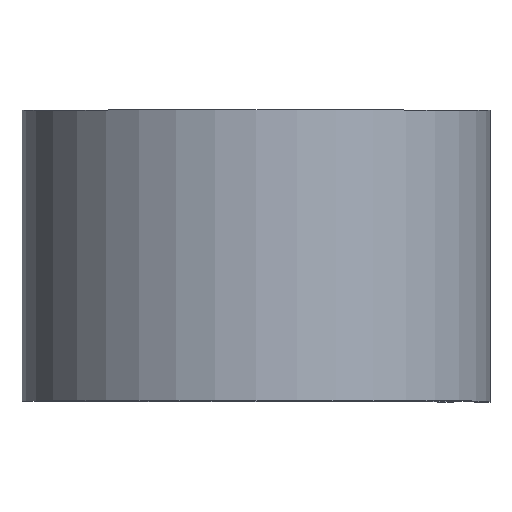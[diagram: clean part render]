
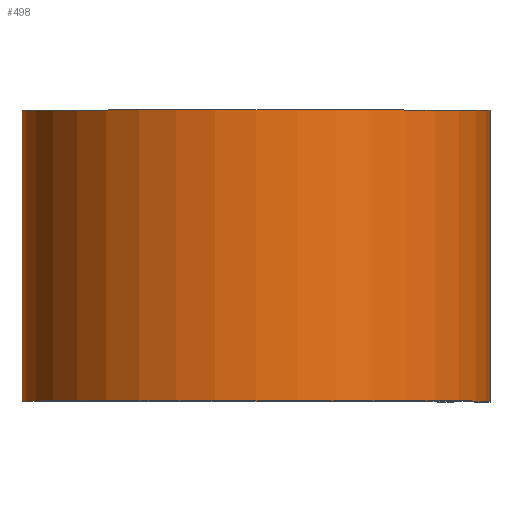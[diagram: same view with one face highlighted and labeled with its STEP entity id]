
A CAD part, top view. The second image highlights one B-rep face of the part: STEP entity #498.
In plain terms, the highlighted cylindrical face has radius 17.882 mm (diameter 35.763 mm), a partial arc.
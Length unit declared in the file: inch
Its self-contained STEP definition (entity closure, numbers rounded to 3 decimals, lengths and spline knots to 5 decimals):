
#2 = ORIENTED_EDGE ( 'NONE', *, *, #382, .F. ) ;
#3 = DIRECTION ( 'NONE',  ( 1., 0., 0. ) ) ;
#23 = CARTESIAN_POINT ( 'NONE',  ( 0., -0.4375, 0. ) ) ;
#27 = DIRECTION ( 'NONE',  ( 1., 0., 0. ) ) ;
#30 = DIRECTION ( 'NONE',  ( 0., -1., 0. ) ) ;
#31 = DIRECTION ( 'NONE',  ( 0., 1., 0. ) ) ;
#33 = ORIENTED_EDGE ( 'NONE', *, *, #452, .T. ) ;
#63 = DIRECTION ( 'NONE',  ( 0., 1., 0. ) ) ;
#84 = AXIS2_PLACEMENT_3D ( 'NONE', #23, #31, #27 ) ;
#101 = CYLINDRICAL_SURFACE ( 'NONE', #634, 0.704 ) ;
#103 = VERTEX_POINT ( 'NONE', #349 ) ;
#106 = EDGE_LOOP ( 'NONE', ( #33, #221, #2, #688 ) ) ;
#158 = DIRECTION ( 'NONE',  ( 0., -1., 0. ) ) ;
#165 = CARTESIAN_POINT ( 'NONE',  ( 0.704, 0.4375, 0. ) ) ;
#205 = LINE ( 'NONE', #165, #429 ) ;
#221 = ORIENTED_EDGE ( 'NONE', *, *, #666, .F. ) ;
#252 = DIRECTION ( 'NONE',  ( 0., -1., 0. ) ) ;
#291 = CARTESIAN_POINT ( 'NONE',  ( 0., 0.4375, -0.704 ) ) ;
#322 = CARTESIAN_POINT ( 'NONE',  ( 0., 0.4375, 0. ) ) ;
#330 = CIRCLE ( 'NONE', #84, 0.704 ) ;
#344 = CARTESIAN_POINT ( 'NONE',  ( 0., 0.4375, -0.704 ) ) ;
#349 = CARTESIAN_POINT ( 'NONE',  ( 0.704, 0.4375, 0. ) ) ;
#376 = VERTEX_POINT ( 'NONE', #641 ) ;
#382 = EDGE_CURVE ( 'NONE', #405, #103, #425, .T. ) ;
#404 = AXIS2_PLACEMENT_3D ( 'NONE', #322, #63, #3 ) ;
#405 = VERTEX_POINT ( 'NONE', #291 ) ;
#425 = CIRCLE ( 'NONE', #404, 0.704 ) ;
#429 = VECTOR ( 'NONE', #30, 39.37008 ) ;
#433 = CARTESIAN_POINT ( 'NONE',  ( 0., -0.4375, -0.704 ) ) ;
#447 = VECTOR ( 'NONE', #252, 39.37008 ) ;
#452 = EDGE_CURVE ( 'NONE', #614, #376, #330, .T. ) ;
#472 = CARTESIAN_POINT ( 'NONE',  ( 0., 0.4375, 0. ) ) ;
#498 = ADVANCED_FACE ( 'NONE', ( #540 ), #101, .T. ) ;
#506 = DIRECTION ( 'NONE',  ( 0., 0., -1. ) ) ;
#540 = FACE_OUTER_BOUND ( 'NONE', #106, .T. ) ;
#600 = LINE ( 'NONE', #344, #447 ) ;
#614 = VERTEX_POINT ( 'NONE', #433 ) ;
#626 = EDGE_CURVE ( 'NONE', #405, #614, #600, .T. ) ;
#634 = AXIS2_PLACEMENT_3D ( 'NONE', #472, #158, #506 ) ;
#641 = CARTESIAN_POINT ( 'NONE',  ( 0.704, -0.4375, 0. ) ) ;
#666 = EDGE_CURVE ( 'NONE', #103, #376, #205, .T. ) ;
#688 = ORIENTED_EDGE ( 'NONE', *, *, #626, .T. ) ;
